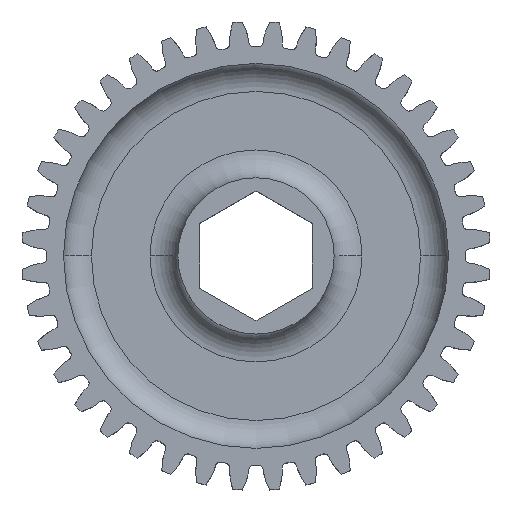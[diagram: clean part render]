
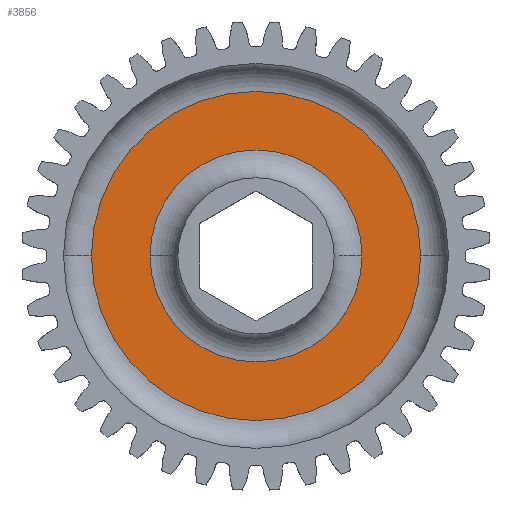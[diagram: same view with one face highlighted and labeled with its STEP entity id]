
A CAD part, top view. The second image highlights one B-rep face of the part: STEP entity #3856.
In plain terms, the highlighted planar face has unit normal (0, 0, 1).
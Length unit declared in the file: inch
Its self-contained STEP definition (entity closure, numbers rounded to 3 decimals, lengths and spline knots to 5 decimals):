
#130 = FACE_OUTER_BOUND ( 'NONE', #11887, .T. ) ;
#633 = CIRCLE ( 'NONE', #5618, 0.7375 ) ;
#1052 = CIRCLE ( 'NONE', #6485, 0.475 ) ;
#1107 = CARTESIAN_POINT ( 'NONE',  ( 0.475, 0., 0.045 ) ) ;
#1508 = DIRECTION ( 'NONE',  ( 0., 0., 1. ) ) ;
#1599 = VERTEX_POINT ( 'NONE', #16555 ) ;
#2025 = DIRECTION ( 'NONE',  ( 0., 0., -1. ) ) ;
#3050 = CARTESIAN_POINT ( 'NONE',  ( 0., 0., 0.045 ) ) ;
#3605 = DIRECTION ( 'NONE',  ( 1., 0., 0. ) ) ;
#3856 = ADVANCED_FACE ( 'NONE', ( #8543, #130 ), #10782, .T. ) ;
#4167 = CARTESIAN_POINT ( 'NONE',  ( 0.7375, 0., 0.045 ) ) ;
#4323 = CIRCLE ( 'NONE', #12445, 0.7375 ) ;
#5220 = ORIENTED_EDGE ( 'NONE', *, *, #16724, .T. ) ;
#5235 = DIRECTION ( 'NONE',  ( 0., 0., -1. ) ) ;
#5410 = CARTESIAN_POINT ( 'NONE',  ( 0., 0., 0.045 ) ) ;
#5618 = AXIS2_PLACEMENT_3D ( 'NONE', #5410, #1508, #13403 ) ;
#6217 = AXIS2_PLACEMENT_3D ( 'NONE', #3050, #6702, #15898 ) ;
#6485 = AXIS2_PLACEMENT_3D ( 'NONE', #6664, #5235, #10395 ) ;
#6664 = CARTESIAN_POINT ( 'NONE',  ( 0., 0., 0.045 ) ) ;
#6702 = DIRECTION ( 'NONE',  ( 0., 0., 1. ) ) ;
#6850 = ORIENTED_EDGE ( 'NONE', *, *, #12883, .T. ) ;
#7129 = DIRECTION ( 'NONE',  ( 1., 0., 0. ) ) ;
#7491 = EDGE_LOOP ( 'NONE', ( #9529, #5220 ) ) ;
#7585 = CARTESIAN_POINT ( 'NONE',  ( -0.475, 0., 0.045 ) ) ;
#7962 = CIRCLE ( 'NONE', #9554, 0.475 ) ;
#7966 = VERTEX_POINT ( 'NONE', #7585 ) ;
#8543 = FACE_BOUND ( 'NONE', #7491, .T. ) ;
#9529 = ORIENTED_EDGE ( 'NONE', *, *, #10682, .T. ) ;
#9554 = AXIS2_PLACEMENT_3D ( 'NONE', #9928, #2025, #7129 ) ;
#9928 = CARTESIAN_POINT ( 'NONE',  ( 0., 0., 0.045 ) ) ;
#10224 = EDGE_CURVE ( 'NONE', #15083, #1599, #633, .T. ) ;
#10395 = DIRECTION ( 'NONE',  ( 1., 0., 0. ) ) ;
#10567 = VERTEX_POINT ( 'NONE', #1107 ) ;
#10682 = EDGE_CURVE ( 'NONE', #10567, #7966, #1052, .T. ) ;
#10782 = PLANE ( 'NONE',  #6217 ) ;
#11887 = EDGE_LOOP ( 'NONE', ( #12625, #6850 ) ) ;
#12445 = AXIS2_PLACEMENT_3D ( 'NONE', #16633, #15378, #3605 ) ;
#12625 = ORIENTED_EDGE ( 'NONE', *, *, #10224, .T. ) ;
#12883 = EDGE_CURVE ( 'NONE', #1599, #15083, #4323, .T. ) ;
#13403 = DIRECTION ( 'NONE',  ( 1., 0., 0. ) ) ;
#15083 = VERTEX_POINT ( 'NONE', #4167 ) ;
#15378 = DIRECTION ( 'NONE',  ( 0., 0., 1. ) ) ;
#15898 = DIRECTION ( 'NONE',  ( 1., 0., 0. ) ) ;
#16555 = CARTESIAN_POINT ( 'NONE',  ( -0.7375, 0., 0.045 ) ) ;
#16633 = CARTESIAN_POINT ( 'NONE',  ( 0., 0., 0.045 ) ) ;
#16724 = EDGE_CURVE ( 'NONE', #7966, #10567, #7962, .T. ) ;
